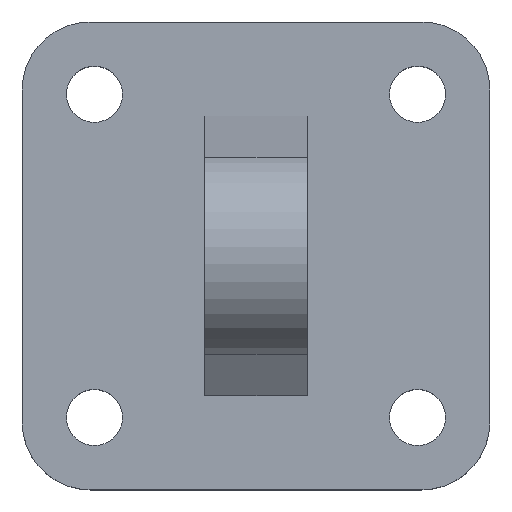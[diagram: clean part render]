
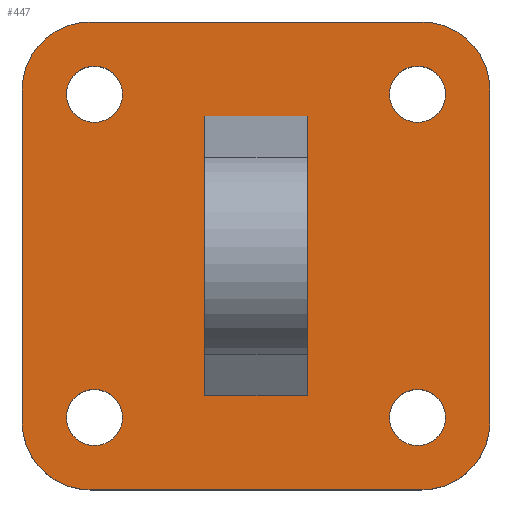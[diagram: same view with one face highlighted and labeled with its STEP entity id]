
A CAD part, top view. The second image highlights one B-rep face of the part: STEP entity #447.
In plain terms, the highlighted planar face has unit normal (0, 0, 1).
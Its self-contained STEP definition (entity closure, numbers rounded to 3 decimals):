
#9 = CARTESIAN_POINT ( 'NONE',  ( -27.5, -19.5, 10. ) ) ;
#12 = CARTESIAN_POINT ( 'NONE',  ( 6., 16.443, 10. ) ) ;
#20 = DIRECTION ( 'NONE',  ( 1., 0., 0. ) ) ;
#23 = CARTESIAN_POINT ( 'NONE',  ( 19.5, 27.5, 10. ) ) ;
#34 = EDGE_CURVE ( 'NONE', #533, #533, #428, .T. ) ;
#37 = ORIENTED_EDGE ( 'NONE', *, *, #224, .F. ) ;
#45 = VERTEX_POINT ( 'NONE', #656 ) ;
#50 = CARTESIAN_POINT ( 'NONE',  ( -19.5, 27.5, 10. ) ) ;
#58 = DIRECTION ( 'NONE',  ( 0., -1., 0. ) ) ;
#59 = VERTEX_POINT ( 'NONE', #161 ) ;
#63 = VERTEX_POINT ( 'NONE', #505 ) ;
#68 = DIRECTION ( 'NONE',  ( 1., 0., 0. ) ) ;
#71 = VERTEX_POINT ( 'NONE', #528 ) ;
#75 = EDGE_LOOP ( 'NONE', ( #410, #590, #549, #375, #399, #160, #388, #492 ) ) ;
#76 = EDGE_CURVE ( 'NONE', #360, #311, #408, .T. ) ;
#79 = VERTEX_POINT ( 'NONE', #412 ) ;
#87 = CARTESIAN_POINT ( 'NONE',  ( 27.5, -19.5, 10. ) ) ;
#91 = PLANE ( 'NONE',  #275 ) ;
#100 = VERTEX_POINT ( 'NONE', #456 ) ;
#102 = EDGE_LOOP ( 'NONE', ( #37, #583, #369, #645 ) ) ;
#105 = DIRECTION ( 'NONE',  ( 1., 0., 0. ) ) ;
#123 = EDGE_CURVE ( 'NONE', #59, #436, #556, .T. ) ;
#124 = CARTESIAN_POINT ( 'NONE',  ( 19.5, -27.5, 10. ) ) ;
#131 = DIRECTION ( 'NONE',  ( -1., 0., 0. ) ) ;
#132 = EDGE_CURVE ( 'NONE', #603, #79, #135, .T. ) ;
#133 = CARTESIAN_POINT ( 'NONE',  ( -27.5, -19.5, 10. ) ) ;
#135 = CIRCLE ( 'NONE', #587, 8. ) ;
#141 = VECTOR ( 'NONE', #595, 1000. ) ;
#147 = EDGE_CURVE ( 'NONE', #202, #418, #511, .T. ) ;
#148 = AXIS2_PLACEMENT_3D ( 'NONE', #411, #464, #320 ) ;
#154 = DIRECTION ( 'NONE',  ( 1., 0., 0. ) ) ;
#160 = ORIENTED_EDGE ( 'NONE', *, *, #423, .T. ) ;
#161 = CARTESIAN_POINT ( 'NONE',  ( -27.5, 19.5, 10. ) ) ;
#166 = VECTOR ( 'NONE', #570, 1000. ) ;
#170 = VECTOR ( 'NONE', #476, 1000. ) ;
#171 = DIRECTION ( 'NONE',  ( 0., 0., 1. ) ) ;
#179 = CARTESIAN_POINT ( 'NONE',  ( -6., 16.443, 10. ) ) ;
#184 = FACE_BOUND ( 'NONE', #357, .T. ) ;
#189 = AXIS2_PLACEMENT_3D ( 'NONE', #441, #252, #154 ) ;
#192 = LINE ( 'NONE', #12, #256 ) ;
#193 = DIRECTION ( 'NONE',  ( 0., 0., 1. ) ) ;
#201 = CARTESIAN_POINT ( 'NONE',  ( 19.5, -27.5, 10. ) ) ;
#202 = VERTEX_POINT ( 'NONE', #562 ) ;
#213 = CARTESIAN_POINT ( 'NONE',  ( 6., -16.443, 10. ) ) ;
#216 = CIRCLE ( 'NONE', #189, 3.3 ) ;
#224 = EDGE_CURVE ( 'NONE', #45, #242, #192, .T. ) ;
#225 = FACE_BOUND ( 'NONE', #102, .T. ) ;
#234 = EDGE_CURVE ( 'NONE', #100, #100, #602, .T. ) ;
#242 = VERTEX_POINT ( 'NONE', #633 ) ;
#247 = EDGE_LOOP ( 'NONE', ( #358 ) ) ;
#252 = DIRECTION ( 'NONE',  ( 0., 0., 1. ) ) ;
#256 = VECTOR ( 'NONE', #377, 1000. ) ;
#264 = FACE_BOUND ( 'NONE', #480, .T. ) ;
#266 = VECTOR ( 'NONE', #58, 1000. ) ;
#270 = CARTESIAN_POINT ( 'NONE',  ( 19., -19., 10. ) ) ;
#274 = VERTEX_POINT ( 'NONE', #328 ) ;
#275 = AXIS2_PLACEMENT_3D ( 'NONE', #482, #485, #597 ) ;
#276 = VECTOR ( 'NONE', #439, 1000. ) ;
#285 = ORIENTED_EDGE ( 'NONE', *, *, #34, .F. ) ;
#305 = CARTESIAN_POINT ( 'NONE',  ( -19., 19., 10. ) ) ;
#308 = DIRECTION ( 'NONE',  ( 1., 0., 0. ) ) ;
#311 = VERTEX_POINT ( 'NONE', #23 ) ;
#313 = CARTESIAN_POINT ( 'NONE',  ( -19., -19., 10. ) ) ;
#320 = DIRECTION ( 'NONE',  ( -1., 0., 0. ) ) ;
#321 = EDGE_CURVE ( 'NONE', #45, #202, #554, .T. ) ;
#327 = LINE ( 'NONE', #124, #170 ) ;
#328 = CARTESIAN_POINT ( 'NONE',  ( 22.3, 19., 10. ) ) ;
#333 = CIRCLE ( 'NONE', #488, 8. ) ;
#340 = VECTOR ( 'NONE', #628, 1000. ) ;
#344 = EDGE_CURVE ( 'NONE', #535, #59, #333, .T. ) ;
#357 = EDGE_LOOP ( 'NONE', ( #624 ) ) ;
#358 = ORIENTED_EDGE ( 'NONE', *, *, #575, .F. ) ;
#360 = VERTEX_POINT ( 'NONE', #481 ) ;
#369 = ORIENTED_EDGE ( 'NONE', *, *, #147, .T. ) ;
#372 = FACE_BOUND ( 'NONE', #247, .T. ) ;
#375 = ORIENTED_EDGE ( 'NONE', *, *, #123, .T. ) ;
#377 = DIRECTION ( 'NONE',  ( 0., 1., 0. ) ) ;
#380 = LINE ( 'NONE', #87, #498 ) ;
#388 = ORIENTED_EDGE ( 'NONE', *, *, #132, .T. ) ;
#390 = DIRECTION ( 'NONE',  ( 0., 1., 0. ) ) ;
#399 = ORIENTED_EDGE ( 'NONE', *, *, #654, .T. ) ;
#403 = CIRCLE ( 'NONE', #406, 3.3 ) ;
#406 = AXIS2_PLACEMENT_3D ( 'NONE', #305, #193, #308 ) ;
#408 = CIRCLE ( 'NONE', #501, 8. ) ;
#410 = ORIENTED_EDGE ( 'NONE', *, *, #76, .T. ) ;
#411 = CARTESIAN_POINT ( 'NONE',  ( -19.5, -19.5, 10. ) ) ;
#412 = CARTESIAN_POINT ( 'NONE',  ( 27.5, -19.5, 10. ) ) ;
#418 = VERTEX_POINT ( 'NONE', #179 ) ;
#423 = EDGE_CURVE ( 'NONE', #63, #603, #327, .T. ) ;
#428 = CIRCLE ( 'NONE', #496, 3.3 ) ;
#436 = VERTEX_POINT ( 'NONE', #133 ) ;
#439 = DIRECTION ( 'NONE',  ( -1., 0., 0. ) ) ;
#441 = CARTESIAN_POINT ( 'NONE',  ( 19., 19., 10. ) ) ;
#447 = ADVANCED_FACE ( 'NONE', ( #184, #372, #524, #264, #519, #225 ), #91, .T. ) ;
#450 = DIRECTION ( 'NONE',  ( 0., 0., 1. ) ) ;
#453 = DIRECTION ( 'NONE',  ( 0., 0., 1. ) ) ;
#455 = DIRECTION ( 'NONE',  ( 0., 0., 1. ) ) ;
#456 = CARTESIAN_POINT ( 'NONE',  ( 22.3, -19., 10. ) ) ;
#464 = DIRECTION ( 'NONE',  ( 0., 0., 1. ) ) ;
#476 = DIRECTION ( 'NONE',  ( 1., 0., 0. ) ) ;
#477 = LINE ( 'NONE', #649, #141 ) ;
#480 = EDGE_LOOP ( 'NONE', ( #632 ) ) ;
#481 = CARTESIAN_POINT ( 'NONE',  ( 27.5, 19.5, 10. ) ) ;
#482 = CARTESIAN_POINT ( 'NONE',  ( 19.5, 19.5, 10. ) ) ;
#485 = DIRECTION ( 'NONE',  ( 0., 0., 1. ) ) ;
#488 = AXIS2_PLACEMENT_3D ( 'NONE', #531, #639, #131 ) ;
#492 = ORIENTED_EDGE ( 'NONE', *, *, #553, .T. ) ;
#496 = AXIS2_PLACEMENT_3D ( 'NONE', #313, #453, #611 ) ;
#498 = VECTOR ( 'NONE', #390, 1000. ) ;
#501 = AXIS2_PLACEMENT_3D ( 'NONE', #514, #450, #20 ) ;
#503 = CARTESIAN_POINT ( 'NONE',  ( -6., 16.443, 10. ) ) ;
#505 = CARTESIAN_POINT ( 'NONE',  ( -19.5, -27.5, 10. ) ) ;
#508 = CARTESIAN_POINT ( 'NONE',  ( -15.7, -19., 10. ) ) ;
#511 = LINE ( 'NONE', #503, #166 ) ;
#514 = CARTESIAN_POINT ( 'NONE',  ( 19.5, 19.5, 10. ) ) ;
#519 = FACE_BOUND ( 'NONE', #582, .T. ) ;
#524 = FACE_OUTER_BOUND ( 'NONE', #75, .T. ) ;
#528 = CARTESIAN_POINT ( 'NONE',  ( -15.7, 19., 10. ) ) ;
#531 = CARTESIAN_POINT ( 'NONE',  ( -19.5, 19.5, 10. ) ) ;
#533 = VERTEX_POINT ( 'NONE', #508 ) ;
#534 = EDGE_CURVE ( 'NONE', #311, #535, #477, .T. ) ;
#535 = VERTEX_POINT ( 'NONE', #50 ) ;
#546 = EDGE_CURVE ( 'NONE', #242, #418, #609, .T. ) ;
#549 = ORIENTED_EDGE ( 'NONE', *, *, #344, .T. ) ;
#550 = CARTESIAN_POINT ( 'NONE',  ( 6., 16.443, 10. ) ) ;
#553 = EDGE_CURVE ( 'NONE', #79, #360, #380, .T. ) ;
#554 = LINE ( 'NONE', #213, #340 ) ;
#556 = LINE ( 'NONE', #9, #266 ) ;
#561 = CIRCLE ( 'NONE', #148, 8. ) ;
#562 = CARTESIAN_POINT ( 'NONE',  ( -6., -16.443, 10. ) ) ;
#570 = DIRECTION ( 'NONE',  ( 0., 1., 0. ) ) ;
#575 = EDGE_CURVE ( 'NONE', #71, #71, #403, .T. ) ;
#582 = EDGE_LOOP ( 'NONE', ( #285 ) ) ;
#583 = ORIENTED_EDGE ( 'NONE', *, *, #321, .T. ) ;
#587 = AXIS2_PLACEMENT_3D ( 'NONE', #615, #455, #105 ) ;
#590 = ORIENTED_EDGE ( 'NONE', *, *, #534, .T. ) ;
#595 = DIRECTION ( 'NONE',  ( -1., 0., 0. ) ) ;
#597 = DIRECTION ( 'NONE',  ( 1., 0., 0. ) ) ;
#599 = EDGE_CURVE ( 'NONE', #274, #274, #216, .T. ) ;
#602 = CIRCLE ( 'NONE', #608, 3.3 ) ;
#603 = VERTEX_POINT ( 'NONE', #201 ) ;
#608 = AXIS2_PLACEMENT_3D ( 'NONE', #270, #171, #68 ) ;
#609 = LINE ( 'NONE', #550, #276 ) ;
#611 = DIRECTION ( 'NONE',  ( 1., 0., 0. ) ) ;
#615 = CARTESIAN_POINT ( 'NONE',  ( 19.5, -19.5, 10. ) ) ;
#624 = ORIENTED_EDGE ( 'NONE', *, *, #234, .F. ) ;
#628 = DIRECTION ( 'NONE',  ( -1., 0., 0. ) ) ;
#632 = ORIENTED_EDGE ( 'NONE', *, *, #599, .F. ) ;
#633 = CARTESIAN_POINT ( 'NONE',  ( 6., 16.443, 10. ) ) ;
#639 = DIRECTION ( 'NONE',  ( 0., 0., 1. ) ) ;
#645 = ORIENTED_EDGE ( 'NONE', *, *, #546, .F. ) ;
#649 = CARTESIAN_POINT ( 'NONE',  ( 19.5, 27.5, 10. ) ) ;
#654 = EDGE_CURVE ( 'NONE', #436, #63, #561, .T. ) ;
#656 = CARTESIAN_POINT ( 'NONE',  ( 6., -16.443, 10. ) ) ;
